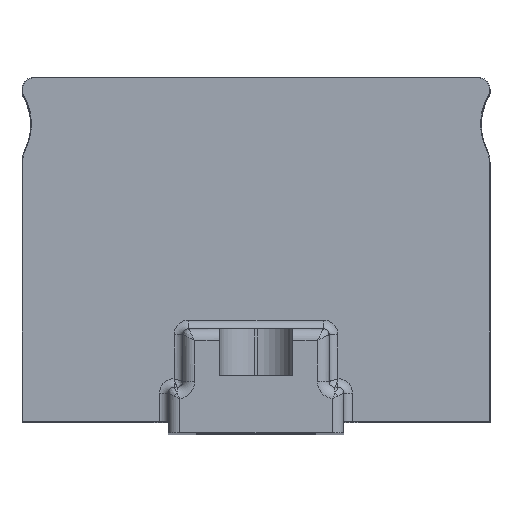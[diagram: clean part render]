
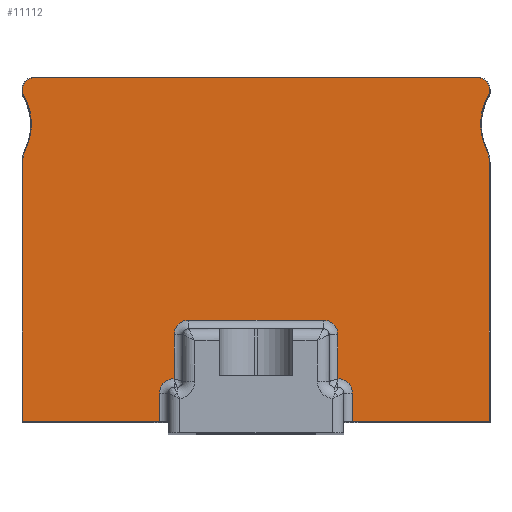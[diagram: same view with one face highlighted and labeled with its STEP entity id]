
A CAD part, top view. The second image highlights one B-rep face of the part: STEP entity #11112.
In plain terms, the highlighted planar face has unit normal (0, 0, 1).
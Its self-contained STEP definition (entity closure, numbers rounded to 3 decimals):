
#563=DIRECTION('',(0.,-1.,0.));
#564=VECTOR('',#563,44.262);
#565=CARTESIAN_POINT('',(-39.9,46.262,146.));
#566=LINE('',#565,#564);
#567=CARTESIAN_POINT('',(-35.,46.262,146.));
#568=DIRECTION('',(0.,0.,1.));
#569=DIRECTION('',(-0.9,0.436,0.));
#570=AXIS2_PLACEMENT_3D('',#567,#568,#569);
#572=CARTESIAN_POINT('',(-48.5,52.8,146.));
#573=DIRECTION('',(0.,0.,-1.));
#574=DIRECTION('',(0.857,0.515,0.));
#575=AXIS2_PLACEMENT_3D('',#572,#573,#574);
#577=CARTESIAN_POINT('',(-39.5,58.208,146.));
#578=DIRECTION('',(0.,0.,1.));
#579=DIRECTION('',(-1.,0.,0.));
#580=AXIS2_PLACEMENT_3D('',#577,#578,#579);
#582=DIRECTION('',(0.,-1.,0.));
#583=VECTOR('',#582,0.592);
#584=CARTESIAN_POINT('',(-39.9,58.8,146.));
#585=LINE('',#584,#583);
#586=CARTESIAN_POINT('',(-38.,58.8,146.));
#587=DIRECTION('',(0.,0.,1.));
#588=DIRECTION('',(0.,1.,0.));
#589=AXIS2_PLACEMENT_3D('',#586,#587,#588);
#591=DIRECTION('',(-1.,0.,0.));
#592=VECTOR('',#591,76.);
#593=CARTESIAN_POINT('',(38.,60.7,146.));
#594=LINE('',#593,#592);
#595=CARTESIAN_POINT('',(38.,58.8,146.));
#596=DIRECTION('',(0.,0.,1.));
#597=DIRECTION('',(1.,0.,0.));
#598=AXIS2_PLACEMENT_3D('',#595,#596,#597);
#600=DIRECTION('',(0.,1.,0.));
#601=VECTOR('',#600,0.592);
#602=CARTESIAN_POINT('',(39.9,58.208,146.));
#603=LINE('',#602,#601);
#604=CARTESIAN_POINT('',(39.5,58.208,146.));
#605=DIRECTION('',(0.,0.,1.));
#606=DIRECTION('',(0.857,-0.515,0.));
#607=AXIS2_PLACEMENT_3D('',#604,#605,#606);
#609=CARTESIAN_POINT('',(48.5,52.8,146.));
#610=DIRECTION('',(0.,0.,-1.));
#611=DIRECTION('',(-0.9,-0.436,0.));
#612=AXIS2_PLACEMENT_3D('',#609,#610,#611);
#614=CARTESIAN_POINT('',(35.,46.262,146.));
#615=DIRECTION('',(0.,0.,1.));
#616=DIRECTION('',(1.,0.,0.));
#617=AXIS2_PLACEMENT_3D('',#614,#615,#616);
#619=DIRECTION('',(0.,1.,0.));
#620=VECTOR('',#619,44.262);
#621=CARTESIAN_POINT('',(39.9,2.,146.));
#622=LINE('',#621,#620);
#623=DIRECTION('',(-1.,0.,0.));
#624=VECTOR('',#623,23.4);
#625=CARTESIAN_POINT('',(39.9,2.,146.));
#626=LINE('',#625,#624);
#627=DIRECTION('',(0.,1.,0.));
#628=VECTOR('',#627,4.8);
#629=CARTESIAN_POINT('',(16.5,2.,146.));
#630=LINE('',#629,#628);
#631=CARTESIAN_POINT('',(14.,6.8,146.));
#632=DIRECTION('',(0.,0.,1.));
#633=DIRECTION('',(1.,0.,0.));
#634=AXIS2_PLACEMENT_3D('',#631,#632,#633);
#636=CARTESIAN_POINT('',(14.,9.3,146.));
#637=CARTESIAN_POINT('',(14.,10.133,146.));
#638=CARTESIAN_POINT('',(14.,11.8,146.));
#639=CARTESIAN_POINT('',(14.,14.299,146.));
#640=CARTESIAN_POINT('',(14.,15.966,146.));
#641=CARTESIAN_POINT('',(14.,16.8,146.));
#643=CARTESIAN_POINT('',(11.5,16.8,146.));
#644=DIRECTION('',(0.,0.,1.));
#645=DIRECTION('',(1.,0.,0.));
#646=AXIS2_PLACEMENT_3D('',#643,#644,#645);
#648=DIRECTION('',(-1.,0.,0.));
#649=VECTOR('',#648,23.);
#650=CARTESIAN_POINT('',(11.5,19.3,146.));
#651=LINE('',#650,#649);
#652=CARTESIAN_POINT('',(-11.5,16.8,146.));
#653=DIRECTION('',(0.,0.,1.));
#654=DIRECTION('',(0.,1.,0.));
#655=AXIS2_PLACEMENT_3D('',#652,#653,#654);
#657=CARTESIAN_POINT('',(-14.,16.8,146.));
#658=CARTESIAN_POINT('',(-14.,15.966,146.));
#659=CARTESIAN_POINT('',(-14.,14.299,146.));
#660=CARTESIAN_POINT('',(-14.,11.8,146.));
#661=CARTESIAN_POINT('',(-14.,10.133,146.));
#662=CARTESIAN_POINT('',(-14.,9.3,146.));
#664=CARTESIAN_POINT('',(-14.,6.8,146.));
#665=DIRECTION('',(0.,0.,1.));
#666=DIRECTION('',(0.,1.,0.));
#667=AXIS2_PLACEMENT_3D('',#664,#665,#666);
#669=DIRECTION('',(0.,-1.,0.));
#670=VECTOR('',#669,4.8);
#671=CARTESIAN_POINT('',(-16.5,6.8,146.));
#672=LINE('',#671,#670);
#673=DIRECTION('',(-1.,0.,0.));
#674=VECTOR('',#673,23.4);
#675=CARTESIAN_POINT('',(-16.5,2.,146.));
#676=LINE('',#675,#674);
#9149=CARTESIAN_POINT('',(16.5,2.,146.));
#9150=CARTESIAN_POINT('',(16.5,6.8,146.));
#9151=VERTEX_POINT('',#9149);
#9152=VERTEX_POINT('',#9150);
#9153=CARTESIAN_POINT('',(14.,9.3,146.));
#9154=VERTEX_POINT('',#9153);
#9158=VERTEX_POINT('',#657);
#9159=VERTEX_POINT('',#662);
#9162=CARTESIAN_POINT('',(-11.5,19.3,146.));
#9163=VERTEX_POINT('',#9162);
#9166=CARTESIAN_POINT('',(11.5,19.3,146.));
#9167=VERTEX_POINT('',#9166);
#9170=CARTESIAN_POINT('',(14.,16.8,146.));
#9171=VERTEX_POINT('',#9170);
#9175=CARTESIAN_POINT('',(-16.5,6.8,146.));
#9176=CARTESIAN_POINT('',(-16.5,2.,146.));
#9177=VERTEX_POINT('',#9175);
#9178=VERTEX_POINT('',#9176);
#9742=CARTESIAN_POINT('',(-39.9,2.,146.));
#9744=VERTEX_POINT('',#9742);
#9748=CARTESIAN_POINT('',(-39.9,46.262,146.));
#9749=VERTEX_POINT('',#9748);
#9750=CARTESIAN_POINT('',(-39.41,48.398,146.));
#9751=VERTEX_POINT('',#9750);
#9754=CARTESIAN_POINT('',(-39.843,58.002,146.));
#9755=VERTEX_POINT('',#9754);
#9760=CARTESIAN_POINT('',(-39.9,58.8,146.));
#9761=CARTESIAN_POINT('',(-39.9,58.208,146.));
#9762=VERTEX_POINT('',#9760);
#9763=VERTEX_POINT('',#9761);
#9766=CARTESIAN_POINT('',(-38.,60.7,146.));
#9767=VERTEX_POINT('',#9766);
#9770=CARTESIAN_POINT('',(38.,60.7,146.));
#9771=VERTEX_POINT('',#9770);
#9774=CARTESIAN_POINT('',(39.9,58.8,146.));
#9775=VERTEX_POINT('',#9774);
#9778=CARTESIAN_POINT('',(39.9,58.208,146.));
#9779=VERTEX_POINT('',#9778);
#9784=CARTESIAN_POINT('',(39.41,48.398,146.));
#9785=CARTESIAN_POINT('',(39.843,58.002,146.));
#9786=VERTEX_POINT('',#9784);
#9787=VERTEX_POINT('',#9785);
#9790=CARTESIAN_POINT('',(39.9,46.262,146.));
#9791=VERTEX_POINT('',#9790);
#9795=CARTESIAN_POINT('',(39.9,2.,146.));
#9797=VERTEX_POINT('',#9795);
#11058=CARTESIAN_POINT('',(0.,0.,146.));
#11059=DIRECTION('',(0.,0.,1.));
#11060=DIRECTION('',(1.,0.,0.));
#11061=AXIS2_PLACEMENT_3D('',#11058,#11059,#11060);
#11062=PLANE('',#11061);
#11064=ORIENTED_EDGE('',*,*,#11063,.F.);
#11066=ORIENTED_EDGE('',*,*,#11065,.F.);
#11068=ORIENTED_EDGE('',*,*,#11067,.F.);
#11070=ORIENTED_EDGE('',*,*,#11069,.F.);
#11072=ORIENTED_EDGE('',*,*,#11071,.F.);
#11074=ORIENTED_EDGE('',*,*,#11073,.F.);
#11076=ORIENTED_EDGE('',*,*,#11075,.F.);
#11078=ORIENTED_EDGE('',*,*,#11077,.F.);
#11080=ORIENTED_EDGE('',*,*,#11079,.F.);
#11082=ORIENTED_EDGE('',*,*,#11081,.F.);
#11084=ORIENTED_EDGE('',*,*,#11083,.F.);
#11086=ORIENTED_EDGE('',*,*,#11085,.F.);
#11088=ORIENTED_EDGE('',*,*,#11087,.F.);
#11090=ORIENTED_EDGE('',*,*,#11089,.T.);
#11092=ORIENTED_EDGE('',*,*,#11091,.T.);
#11094=ORIENTED_EDGE('',*,*,#11093,.T.);
#11096=ORIENTED_EDGE('',*,*,#11095,.T.);
#11098=ORIENTED_EDGE('',*,*,#11097,.T.);
#11100=ORIENTED_EDGE('',*,*,#11099,.T.);
#11102=ORIENTED_EDGE('',*,*,#11101,.T.);
#11104=ORIENTED_EDGE('',*,*,#11103,.T.);
#11105=ORIENTED_EDGE('',*,*,#11048,.T.);
#11107=ORIENTED_EDGE('',*,*,#11106,.T.);
#11109=ORIENTED_EDGE('',*,*,#11108,.T.);
#11110=EDGE_LOOP('',(#11064,#11066,#11068,#11070,#11072,#11074,#11076,#11078,
#11080,#11082,#11084,#11086,#11088,#11090,#11092,#11094,#11096,#11098,#11100,
#11102,#11104,#11105,#11107,#11109));
#11111=FACE_OUTER_BOUND('',#11110,.F.);
#11112=ADVANCED_FACE('',(#11111),#11062,.T.);
#571=CIRCLE('',#570,4.9);
#576=CIRCLE('',#575,10.1);
#581=CIRCLE('',#580,0.4);
#590=CIRCLE('',#589,1.9);
#599=CIRCLE('',#598,1.9);
#608=CIRCLE('',#607,0.4);
#613=CIRCLE('',#612,10.1);
#618=CIRCLE('',#617,4.9);
#635=CIRCLE('',#634,2.5);
#642=B_SPLINE_CURVE_WITH_KNOTS('',3,(#636,#637,#638,#639,#640,#641),
.UNSPECIFIED.,.F.,.F.,(4,1,1,4),(0.,0.333,0.667,1.),
.UNSPECIFIED.);
#647=CIRCLE('',#646,2.5);
#656=CIRCLE('',#655,2.5);
#663=B_SPLINE_CURVE_WITH_KNOTS('',3,(#657,#658,#659,#660,#661,#662),
.UNSPECIFIED.,.F.,.F.,(4,1,1,4),(0.,0.333,0.667,1.),
.UNSPECIFIED.);
#668=CIRCLE('',#667,2.5);
#11048=EDGE_CURVE('',#9159,#9177,#668,.T.);
#11063=EDGE_CURVE('',#9749,#9744,#566,.T.);
#11065=EDGE_CURVE('',#9751,#9749,#571,.T.);
#11067=EDGE_CURVE('',#9755,#9751,#576,.T.);
#11069=EDGE_CURVE('',#9763,#9755,#581,.T.);
#11071=EDGE_CURVE('',#9762,#9763,#585,.T.);
#11073=EDGE_CURVE('',#9767,#9762,#590,.T.);
#11075=EDGE_CURVE('',#9771,#9767,#594,.T.);
#11077=EDGE_CURVE('',#9775,#9771,#599,.T.);
#11079=EDGE_CURVE('',#9779,#9775,#603,.T.);
#11081=EDGE_CURVE('',#9787,#9779,#608,.T.);
#11083=EDGE_CURVE('',#9786,#9787,#613,.T.);
#11085=EDGE_CURVE('',#9791,#9786,#618,.T.);
#11087=EDGE_CURVE('',#9797,#9791,#622,.T.);
#11089=EDGE_CURVE('',#9797,#9151,#626,.T.);
#11091=EDGE_CURVE('',#9151,#9152,#630,.T.);
#11093=EDGE_CURVE('',#9152,#9154,#635,.T.);
#11095=EDGE_CURVE('',#9154,#9171,#642,.T.);
#11097=EDGE_CURVE('',#9171,#9167,#647,.T.);
#11099=EDGE_CURVE('',#9167,#9163,#651,.T.);
#11101=EDGE_CURVE('',#9163,#9158,#656,.T.);
#11103=EDGE_CURVE('',#9158,#9159,#663,.T.);
#11106=EDGE_CURVE('',#9177,#9178,#672,.T.);
#11108=EDGE_CURVE('',#9178,#9744,#676,.T.);
